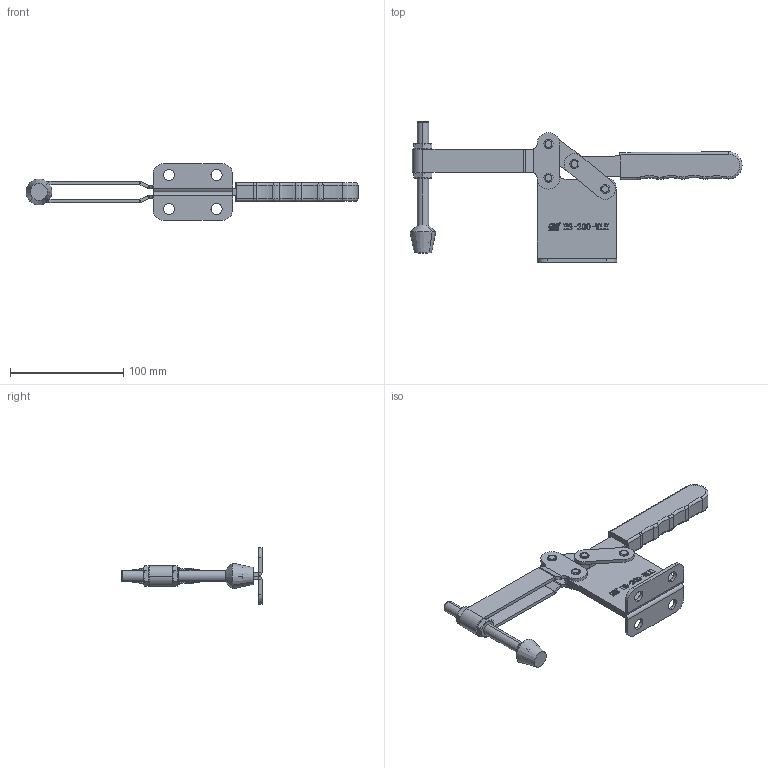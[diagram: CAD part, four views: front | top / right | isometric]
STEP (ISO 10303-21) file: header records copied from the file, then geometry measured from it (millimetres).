
FILE_DESCRIPTION (( 'STEP AP203' ), '1' );
FILE_NAME ('HS-200-WLH 装配体.STEP', '2018-12-07T04:02:12', ( 'PCOS' ), ( '微软中国' ), 'SwSTEP 2.0', 'SolidWorks 2012', '' );
FILE_SCHEMA (( 'CONFIG_CONTROL_DESIGN' ));
Length unit declared in the file: millimetre
Products named in the file (11): 种; 忒梟; 楊擘菁釱酘; 忒參; 揤參; 蟀裝; 楊擘菁釱衵; 揤輸; hexagon head bolts-full thread gb_GB_FASTENER_BOLT_STBAB A M10X100-N; hex thin nuts-grades ab-chamfered gb_GB_FASTENER_NUT_STNAB M10-N; HS-200-WLH 蚾饜极
Assembly tree (15 placements, depth 2):
  HS-200-WLH 蚾饜极
    楊擘菁釱衵
    楊擘菁釱酘
    蟀裝  x2
    忒參
    忒梟
    种  x4
    揤參
    揤輸
    hexagon head bolts-full thread gb_GB_FASTENER_BOLT_STBAB A M10X100-N
    hex thin nuts-grades ab-chamfered gb_GB_FASTENER_NUT_STNAB M10-N  x2
Bounding box: 292.72 x 123.58 x 50 mm (x, y, z)
Volume: 128151.4 mm3; surface area: 70226.9 mm2
Topology: 15 solids, 15 shells, 711 faces, 1822 edges, 1180 vertices
Faces by surface type: plane 358, bspline 146, cylinder 143, torus 34, cone 30
Entity records: 26982 total; most frequent: CARTESIAN_POINT 10389, ORIENTED_EDGE 3402, DIRECTION 2747, EDGE_CURVE 1701, VERTEX_POINT 1102, VECTOR 1055, LINE 1055, AXIS2_PLACEMENT_3D 846
